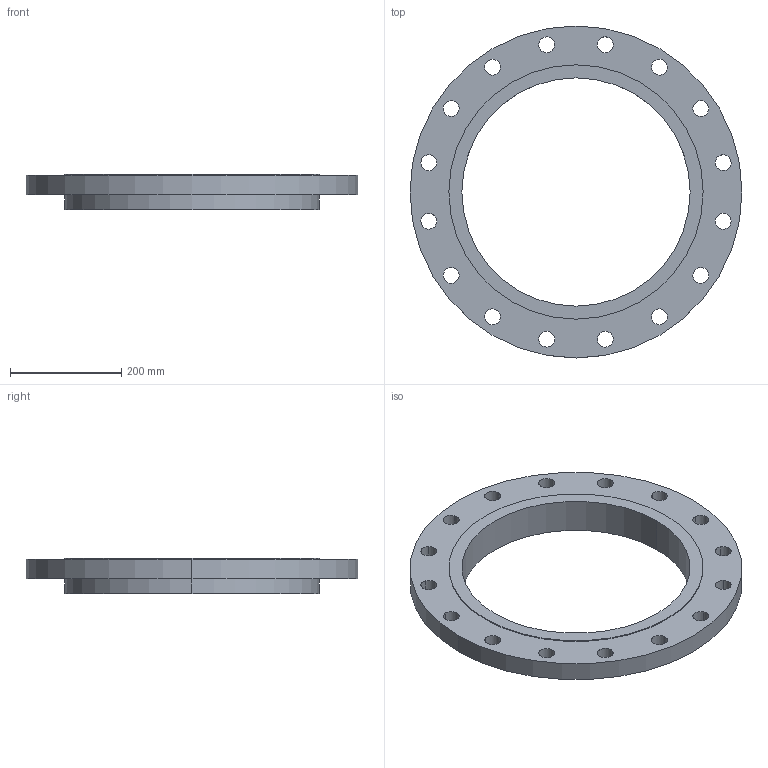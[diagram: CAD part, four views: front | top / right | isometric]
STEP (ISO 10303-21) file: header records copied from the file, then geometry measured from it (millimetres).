
FILE_DESCRIPTION (( 'STEP AP203' ), '1' );
FILE_NAME ('Slip On Flange 150-NPS16.STEP', '2025-05-07T01:21:58', '' );
FILE_SCHEMA (( 'CONFIG_CONTROL_DESIGN' ));
Length unit declared in the file: inch
Products named in the file (1): Slip On Flange 150-NPS16
Bounding box: 596.9 x 596.9 x 63.5 mm (x, y, z)
Volume: 5713201 mm3; surface area: 513148.8 mm2
Topology: 1 solids, 1 shells, 44 faces, 120 edges, 80 vertices
Faces by surface type: cylinder 40, plane 4
Entity records: 1591 total; most frequent: DIRECTION 290, CARTESIAN_POINT 245, ORIENTED_EDGE 240, AXIS2_PLACEMENT_3D 125, EDGE_CURVE 120, EDGE_LOOP 80, VERTEX_POINT 80, CIRCLE 80
